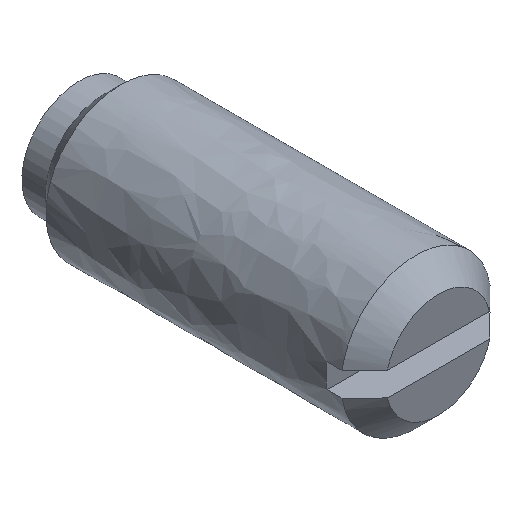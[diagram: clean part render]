
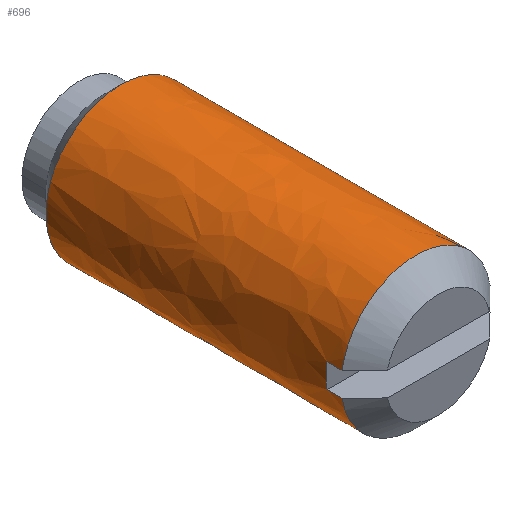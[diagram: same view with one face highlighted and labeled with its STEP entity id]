
A CAD part, isometric view. The second image highlights one B-rep face of the part: STEP entity #696.
In plain terms, the highlighted free-form (B-spline) face has degree [2, 1] with [7, 2] control points.
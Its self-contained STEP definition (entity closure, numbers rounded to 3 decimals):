
#465=CARTESIAN_POINT('',(-2.495,-2.3,0.153));
#466=VERTEX_POINT('',#465);
#472=CARTESIAN_POINT('',(0.0,-2.3,2.5));
#473=VERTEX_POINT('',#472);
#474=CARTESIAN_POINT('',(0.0,-2.3,2.5));
#475=CARTESIAN_POINT('',(-2.352,-2.3,2.5));
#476=CARTESIAN_POINT('',(-2.495,-2.3,0.153));
#484=(BOUNDED_CURVE()B_SPLINE_CURVE(2,(#474,#475,#476),.UNSPECIFIED.,.F.,.U.)B_SPLINE_CURVE_WITH_KNOTS((3,3),(0.5,0.739),.UNSPECIFIED.)CURVE()GEOMETRIC_REPRESENTATION_ITEM()RATIONAL_B_SPLINE_CURVE((1.0,0.72,0.976))REPRESENTATION_ITEM(''));
#485=EDGE_CURVE('',#473,#466,#484,.T.);
#487=CARTESIAN_POINT('',(1.818,-2.3,1.716));
#488=VERTEX_POINT('',#487);
#489=CARTESIAN_POINT('',(1.818,-2.3,1.716));
#490=CARTESIAN_POINT('',(1.078,-2.3,2.5));
#491=CARTESIAN_POINT('',(0.0,-2.3,2.5));
#499=(BOUNDED_CURVE()B_SPLINE_CURVE(2,(#489,#490,#491),.UNSPECIFIED.,.F.,.U.)B_SPLINE_CURVE_WITH_KNOTS((3,3),(0.371,0.5),.UNSPECIFIED.)CURVE()GEOMETRIC_REPRESENTATION_ITEM()RATIONAL_B_SPLINE_CURVE((0.854,0.848,1.0))REPRESENTATION_ITEM(''));
#500=EDGE_CURVE('',#488,#473,#499,.T.);
#502=CARTESIAN_POINT('',(1.494,-2.3,-2.004));
#503=VERTEX_POINT('',#502);
#519=CARTESIAN_POINT('',(0.0,-2.3,-2.5));
#520=VERTEX_POINT('',#519);
#521=CARTESIAN_POINT('',(0.0,-2.3,-2.5));
#522=CARTESIAN_POINT('',(0.829,-2.3,-2.5));
#523=CARTESIAN_POINT('',(1.494,-2.3,-2.004));
#531=(BOUNDED_CURVE()B_SPLINE_CURVE(2,(#521,#522,#523),.UNSPECIFIED.,.F.,.U.)B_SPLINE_CURVE_WITH_KNOTS((3,3),(0.0,0.103),.UNSPECIFIED.)CURVE()GEOMETRIC_REPRESENTATION_ITEM()RATIONAL_B_SPLINE_CURVE((1.0,0.879,0.858))REPRESENTATION_ITEM(''));
#532=EDGE_CURVE('',#520,#503,#531,.T.);
#534=CARTESIAN_POINT('',(-0.879,-2.3,-2.34));
#535=VERTEX_POINT('',#534);
#536=CARTESIAN_POINT('',(-0.879,-2.3,-2.34));
#537=CARTESIAN_POINT('',(-0.454,-2.3,-2.5));
#538=CARTESIAN_POINT('',(0.0,-2.3,-2.5));
#546=(BOUNDED_CURVE()B_SPLINE_CURVE(2,(#536,#537,#538),.UNSPECIFIED.,.F.,.U.)B_SPLINE_CURVE_WITH_KNOTS((3,3),(0.94,1.0),.UNSPECIFIED.)CURVE()GEOMETRIC_REPRESENTATION_ITEM()RATIONAL_B_SPLINE_CURVE((0.893,0.93,1.0))REPRESENTATION_ITEM(''));
#547=EDGE_CURVE('',#535,#520,#546,.T.);
#573=CARTESIAN_POINT('',(-2.495,-2.3,0.153));
#574=CARTESIAN_POINT('',(-2.5,-2.3,0.076));
#575=CARTESIAN_POINT('',(-2.5,-2.3,0.));
#576=CARTESIAN_POINT('',(-2.5,-2.3,-1.732));
#577=CARTESIAN_POINT('',(-0.879,-2.3,-2.34));
#585=(BOUNDED_CURVE()B_SPLINE_CURVE(2,(#573,#574,#575,#576,#577),.UNSPECIFIED.,.F.,.U.)B_SPLINE_CURVE_WITH_KNOTS((3,2,3),(0.739,0.75,0.94),.UNSPECIFIED.)CURVE()GEOMETRIC_REPRESENTATION_ITEM()RATIONAL_B_SPLINE_CURVE((0.976,0.988,1.0,0.777,0.893))REPRESENTATION_ITEM(''));
#586=EDGE_CURVE('',#466,#535,#585,.T.);
#592=CARTESIAN_POINT('',(1.818,-2.054,1.716));
#593=CARTESIAN_POINT('',(0.29,-2.054,3.335));
#594=CARTESIAN_POINT('',(-1.494,-2.054,2.004));
#595=CARTESIAN_POINT('',(-3.499,-2.054,0.51));
#596=CARTESIAN_POINT('',(-2.004,-2.054,-1.494));
#597=CARTESIAN_POINT('',(-0.51,-2.054,-3.499));
#598=CARTESIAN_POINT('',(1.494,-2.054,-2.004));
#599=CARTESIAN_POINT('',(1.818,-12.402,1.716));
#600=CARTESIAN_POINT('',(0.29,-12.402,3.335));
#601=CARTESIAN_POINT('',(-1.494,-12.402,2.004));
#602=CARTESIAN_POINT('',(-3.499,-12.402,0.51));
#603=CARTESIAN_POINT('',(-2.004,-12.402,-1.494));
#604=CARTESIAN_POINT('',(-0.51,-12.402,-3.499));
#605=CARTESIAN_POINT('',(1.494,-12.402,-2.004));
#613=(BOUNDED_SURFACE()B_SPLINE_SURFACE(2,1,((#592,#599),(#593,#600),(#594,#601),(#595,#602),(#596,#603),(#597,#604),(#598,#605)),.UNSPECIFIED.,.F.,.F.,.U.)B_SPLINE_SURFACE_WITH_KNOTS((3,2,2,3),(2,2),(0.0,3.811,7.953,12.095),(0.0,10.349),.UNSPECIFIED.)GEOMETRIC_REPRESENTATION_ITEM()RATIONAL_B_SPLINE_SURFACE(((0.957,0.957),(0.731,0.731),(1.0,1.0),(0.707,0.707),(1.0,1.0),(0.707,0.707),(1.0,1.0)))REPRESENTATION_ITEM('')SURFACE());
#614=ORIENTED_EDGE('',*,*,#500,.T.);
#615=ORIENTED_EDGE('',*,*,#485,.T.);
#616=ORIENTED_EDGE('',*,*,#586,.T.);
#617=ORIENTED_EDGE('',*,*,#547,.T.);
#618=ORIENTED_EDGE('',*,*,#532,.T.);
#619=CARTESIAN_POINT('',(1.494,-12.15,-2.004));
#620=VERTEX_POINT('',#619);
#621=CARTESIAN_POINT('',(1.494,-2.3,-2.004));
#622=CARTESIAN_POINT('',(1.494,-12.15,-2.004));
#623=QUASI_UNIFORM_CURVE('',1,(#621,#622),.UNSPECIFIED.,.F.,.U.);
#624=EDGE_CURVE('',#503,#620,#623,.T.);
#625=ORIENTED_EDGE('',*,*,#624,.T.);
#626=CARTESIAN_POINT('',(-2.468,-12.15,-0.4));
#627=VERTEX_POINT('',#626);
#628=CARTESIAN_POINT('',(-2.468,-12.15,-0.4));
#629=CARTESIAN_POINT('',(-2.127,-12.15,-2.5));
#630=CARTESIAN_POINT('',(0.0,-12.15,-2.5));
#631=CARTESIAN_POINT('',(0.829,-12.15,-2.5));
#632=CARTESIAN_POINT('',(1.494,-12.15,-2.004));
#640=(BOUNDED_CURVE()B_SPLINE_CURVE(2,(#628,#629,#630,#631,#632),.UNSPECIFIED.,.F.,.U.)B_SPLINE_CURVE_WITH_KNOTS((3,2,3),(0.0,0.5,0.728),.UNSPECIFIED.)CURVE()GEOMETRIC_REPRESENTATION_ITEM()RATIONAL_B_SPLINE_CURVE((1.0,0.762,1.0,0.891,0.882))REPRESENTATION_ITEM(''));
#641=EDGE_CURVE('',#627,#620,#640,.T.);
#642=ORIENTED_EDGE('',*,*,#641,.F.);
#643=CARTESIAN_POINT('',(-2.468,-11.65,-0.4));
#644=VERTEX_POINT('',#643);
#645=CARTESIAN_POINT('',(-2.468,-11.65,-0.4));
#646=CARTESIAN_POINT('',(-2.468,-12.15,-0.4));
#647=QUASI_UNIFORM_CURVE('',1,(#645,#646),.UNSPECIFIED.,.F.,.U.);
#648=EDGE_CURVE('',#644,#627,#647,.T.);
#649=ORIENTED_EDGE('',*,*,#648,.F.);
#650=CARTESIAN_POINT('',(-2.468,-11.65,0.4));
#651=VERTEX_POINT('',#650);
#652=CARTESIAN_POINT('',(-2.468,-11.65,0.4));
#653=CARTESIAN_POINT('',(-2.533,-11.65,0.));
#654=CARTESIAN_POINT('',(-2.468,-11.65,-0.4));
#662=(BOUNDED_CURVE()B_SPLINE_CURVE(2,(#652,#653,#654),.UNSPECIFIED.,.F.,.U.)CURVE()GEOMETRIC_REPRESENTATION_ITEM()QUASI_UNIFORM_CURVE()RATIONAL_B_SPLINE_CURVE((1.0,0.987,1.0))REPRESENTATION_ITEM(''));
#663=EDGE_CURVE('',#651,#644,#662,.T.);
#664=ORIENTED_EDGE('',*,*,#663,.F.);
#665=CARTESIAN_POINT('',(-2.468,-12.15,0.4));
#666=VERTEX_POINT('',#665);
#667=CARTESIAN_POINT('',(-2.468,-11.65,0.4));
#668=CARTESIAN_POINT('',(-2.468,-12.15,0.4));
#669=QUASI_UNIFORM_CURVE('',1,(#667,#668),.UNSPECIFIED.,.F.,.U.);
#670=EDGE_CURVE('',#651,#666,#669,.T.);
#671=ORIENTED_EDGE('',*,*,#670,.T.);
#672=CARTESIAN_POINT('',(1.818,-12.15,1.716));
#673=VERTEX_POINT('',#672);
#674=CARTESIAN_POINT('',(1.818,-12.15,1.716));
#675=CARTESIAN_POINT('',(1.078,-12.15,2.5));
#676=CARTESIAN_POINT('',(0.,-12.15,2.5));
#677=CARTESIAN_POINT('',(-2.127,-12.15,2.5));
#678=CARTESIAN_POINT('',(-2.468,-12.15,0.4));
#686=(BOUNDED_CURVE()B_SPLINE_CURVE(2,(#674,#675,#676,#677,#678),.UNSPECIFIED.,.F.,.U.)B_SPLINE_CURVE_WITH_KNOTS((3,2,3),(0.213,0.5,1.0),.UNSPECIFIED.)CURVE()GEOMETRIC_REPRESENTATION_ITEM()RATIONAL_B_SPLINE_CURVE((0.883,0.863,1.0,0.762,1.0))REPRESENTATION_ITEM(''));
#687=EDGE_CURVE('',#673,#666,#686,.T.);
#688=ORIENTED_EDGE('',*,*,#687,.F.);
#689=CARTESIAN_POINT('',(1.818,-2.3,1.716));
#690=CARTESIAN_POINT('',(1.818,-12.15,1.716));
#691=QUASI_UNIFORM_CURVE('',1,(#689,#690),.UNSPECIFIED.,.F.,.U.);
#692=EDGE_CURVE('',#488,#673,#691,.T.);
#693=ORIENTED_EDGE('',*,*,#692,.F.);
#694=EDGE_LOOP('',(#614,#615,#616,#617,#618,#625,#642,#649,#664,#671,#688,#693));
#695=FACE_OUTER_BOUND('',#694,.T.);
#696=ADVANCED_FACE('',(#695),#613,.T.);
